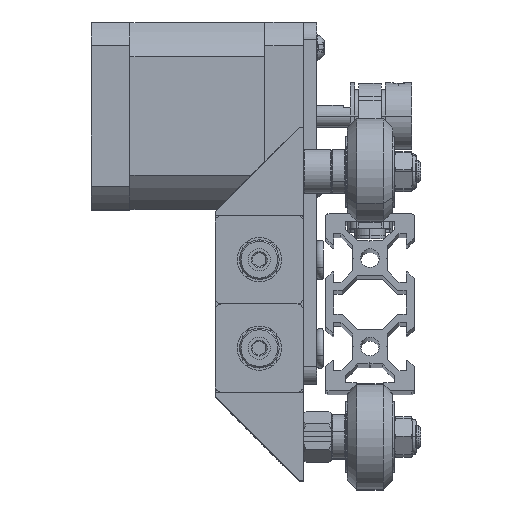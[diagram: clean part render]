
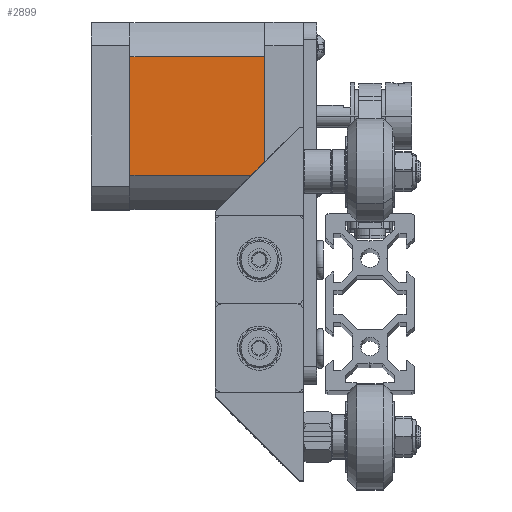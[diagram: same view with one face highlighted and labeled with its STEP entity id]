
A CAD part, top view. The second image highlights one B-rep face of the part: STEP entity #2899.
In plain terms, the highlighted face is planar.
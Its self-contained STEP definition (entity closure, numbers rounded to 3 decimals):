
#761 = CARTESIAN_POINT ( 'NONE',  ( -21.109, 13.394, -39.25 ) ) ;
#948 = CARTESIAN_POINT ( 'NONE',  ( -21.109, 13.394, -39.25 ) ) ;
#1386 = CARTESIAN_POINT ( 'NONE',  ( -21.109, -13.394, -39.25 ) ) ;
#1857 = EDGE_LOOP ( 'NONE', ( #11581, #14298, #10940, #11123 ) ) ;
#2310 = VECTOR ( 'NONE', #20834, 1000. ) ;
#2899 = ADVANCED_FACE ( 'NONE', ( #5896 ), #15383, .T. ) ;
#4275 = CARTESIAN_POINT ( 'NONE',  ( -21.109, -13.394, -39.25 ) ) ;
#4956 = VERTEX_POINT ( 'NONE', #20140 ) ;
#5208 = EDGE_CURVE ( 'NONE', #6265, #21005, #7241, .T. ) ;
#5896 = FACE_OUTER_BOUND ( 'NONE', #1857, .T. ) ;
#6123 = LINE ( 'NONE', #10149, #21391 ) ;
#6183 = DIRECTION ( 'NONE',  ( 0., 0., 1. ) ) ;
#6265 = VERTEX_POINT ( 'NONE', #948 ) ;
#6323 = LINE ( 'NONE', #761, #20470 ) ;
#7241 = LINE ( 'NONE', #9801, #2310 ) ;
#7919 = DIRECTION ( 'NONE',  ( 0., 0., 1. ) ) ;
#9471 = CARTESIAN_POINT ( 'NONE',  ( -21.109, -13.394, -8.75 ) ) ;
#9801 = CARTESIAN_POINT ( 'NONE',  ( -21.109, 13.394, -39.25 ) ) ;
#10149 = CARTESIAN_POINT ( 'NONE',  ( -21.109, 13.394, -8.75 ) ) ;
#10328 = VECTOR ( 'NONE', #7919, 1000. ) ;
#10940 = ORIENTED_EDGE ( 'NONE', *, *, #5208, .T. ) ;
#11123 = ORIENTED_EDGE ( 'NONE', *, *, #19259, .T. ) ;
#11581 = ORIENTED_EDGE ( 'NONE', *, *, #17180, .F. ) ;
#11638 = CARTESIAN_POINT ( 'NONE',  ( -21.109, 13.394, -39.25 ) ) ;
#11821 = DIRECTION ( 'NONE',  ( 0., 0., 1. ) ) ;
#12013 = DIRECTION ( 'NONE',  ( 0., -1., 0. ) ) ;
#14298 = ORIENTED_EDGE ( 'NONE', *, *, #14948, .F. ) ;
#14948 = EDGE_CURVE ( 'NONE', #6265, #4956, #6323, .T. ) ;
#15383 = PLANE ( 'NONE',  #22352 ) ;
#16929 = VERTEX_POINT ( 'NONE', #9471 ) ;
#17180 = EDGE_CURVE ( 'NONE', #4956, #16929, #6123, .T. ) ;
#17241 = DIRECTION ( 'NONE',  ( -1., 0., 0. ) ) ;
#19259 = EDGE_CURVE ( 'NONE', #21005, #16929, #20164, .T. ) ;
#20140 = CARTESIAN_POINT ( 'NONE',  ( -21.109, 13.394, -8.75 ) ) ;
#20164 = LINE ( 'NONE', #4275, #10328 ) ;
#20470 = VECTOR ( 'NONE', #11821, 1000. ) ;
#20834 = DIRECTION ( 'NONE',  ( 0., -1., 0. ) ) ;
#21005 = VERTEX_POINT ( 'NONE', #1386 ) ;
#21391 = VECTOR ( 'NONE', #12013, 1000. ) ;
#22352 = AXIS2_PLACEMENT_3D ( 'NONE', #11638, #17241, #6183 ) ;
